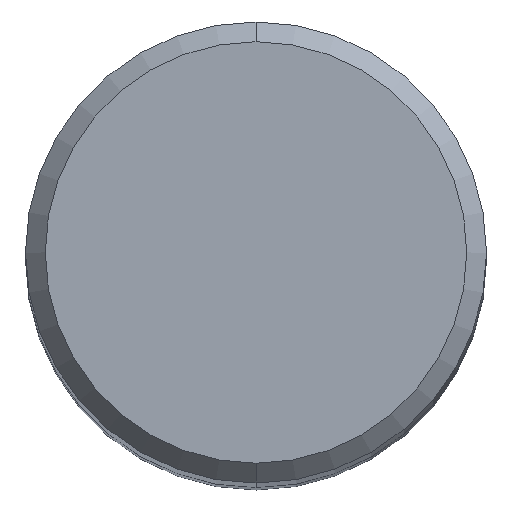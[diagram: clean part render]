
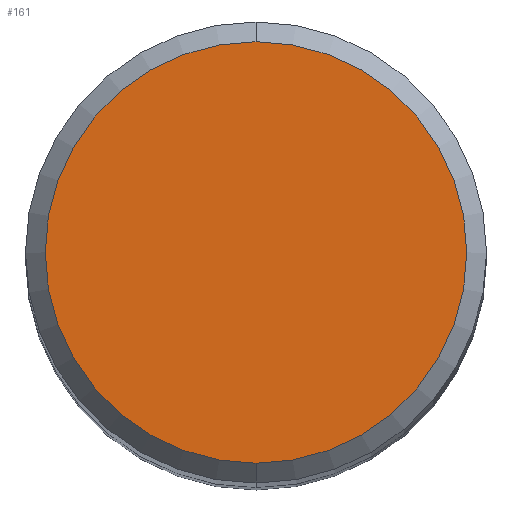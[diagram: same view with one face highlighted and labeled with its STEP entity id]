
A CAD part, top view. The second image highlights one B-rep face of the part: STEP entity #161.
In plain terms, the highlighted planar face has unit normal (0, 0, 1).
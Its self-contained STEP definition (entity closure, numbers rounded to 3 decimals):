
#85=VERTEX_POINT('',#205);
#101=EDGE_CURVE('',#85,#113,#222,.T.);
#113=VERTEX_POINT('',#236);
#153=EDGE_CURVE('',#113,#85,#281,.T.);
#161=ADVANCED_FACE('',(#290),#291,.T.);
#205=CARTESIAN_POINT('',(0.0,6.4,0.0));
#222=CIRCLE('',#352,6.4);
#236=CARTESIAN_POINT('',(0.,-6.4,0.0));
#281=CIRCLE('',#427,6.4);
#290=FACE_OUTER_BOUND('',#438,.T.);
#291=PLANE('',#439);
#352=AXIS2_PLACEMENT_3D('',#492,#493,#494);
#427=AXIS2_PLACEMENT_3D('',#566,#567,#568);
#438=EDGE_LOOP('',(#579,#580));
#439=AXIS2_PLACEMENT_3D('',#581,#582,#583);
#492=CARTESIAN_POINT('',(0.0,0.0,0.0));
#493=DIRECTION('',(0.0,0.0,-1.0));
#494=DIRECTION('',(0.0,1.0,0.0));
#566=CARTESIAN_POINT('',(0.0,0.0,0.0));
#567=DIRECTION('',(0.0,0.0,-1.0));
#568=DIRECTION('',(0.0,1.0,0.0));
#579=ORIENTED_EDGE('',*,*,#101,.F.);
#580=ORIENTED_EDGE('',*,*,#153,.F.);
#581=CARTESIAN_POINT('',(0.0,3.2,0.0));
#582=DIRECTION('',(-0.0,0.0,1.0));
#583=DIRECTION('',(0.0,-1.0,0.0));
